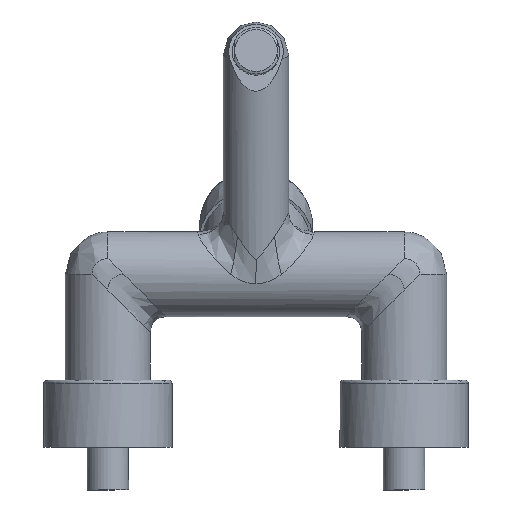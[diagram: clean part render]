
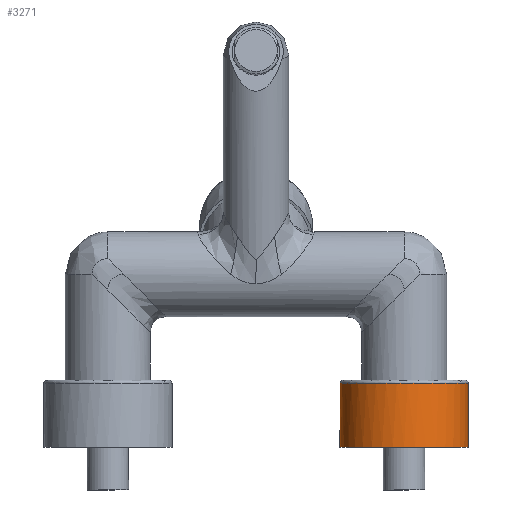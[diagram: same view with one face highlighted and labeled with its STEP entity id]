
A CAD part, front view. The second image highlights one B-rep face of the part: STEP entity #3271.
In plain terms, the highlighted cylindrical face has radius 32.5 mm (diameter 65 mm), a full revolution.
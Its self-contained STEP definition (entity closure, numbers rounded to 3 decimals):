
#419 = EDGE_LOOP ( 'NONE', ( #12063 ) ) ;
#1102 = CIRCLE ( 'NONE', #3867, 32.5 ) ;
#1382 = DIRECTION ( 'NONE',  ( 0., 0., -1. ) ) ;
#1770 = ORIENTED_EDGE ( 'NONE', *, *, #11243, .T. ) ;
#2225 = CIRCLE ( 'NONE', #10730, 32.5 ) ;
#3271 = ADVANCED_FACE ( 'NONE', ( #13405, #13265 ), #13061, .T. ) ;
#3858 = DIRECTION ( 'NONE',  ( 0., 0., -1. ) ) ;
#3867 = AXIS2_PLACEMENT_3D ( 'NONE', #11144, #3858, #12325 ) ;
#3923 = DIRECTION ( 'NONE',  ( 1., 0., 0. ) ) ;
#4267 = VERTEX_POINT ( 'NONE', #14115 ) ;
#5675 = VERTEX_POINT ( 'NONE', #10619 ) ;
#8743 = CARTESIAN_POINT ( 'NONE',  ( 75., 0., 32.5 ) ) ;
#9959 = DIRECTION ( 'NONE',  ( 1., 0., 0. ) ) ;
#10619 = CARTESIAN_POINT ( 'NONE',  ( 107.5, 0., 0. ) ) ;
#10730 = AXIS2_PLACEMENT_3D ( 'NONE', #8743, #1382, #9959 ) ;
#11144 = CARTESIAN_POINT ( 'NONE',  ( 75., 0., 0. ) ) ;
#11243 = EDGE_CURVE ( 'NONE', #4267, #4267, #2225, .T. ) ;
#12063 = ORIENTED_EDGE ( 'NONE', *, *, #14417, .F. ) ;
#12325 = DIRECTION ( 'NONE',  ( 1., 0., 0. ) ) ;
#12376 = CARTESIAN_POINT ( 'NONE',  ( 75., 0., 17. ) ) ;
#13061 = CYLINDRICAL_SURFACE ( 'NONE', #14281, 32.5 ) ;
#13265 = FACE_OUTER_BOUND ( 'NONE', #14815, .T. ) ;
#13405 = FACE_OUTER_BOUND ( 'NONE', #419, .T. ) ;
#13569 = DIRECTION ( 'NONE',  ( 0., 0., -1. ) ) ;
#14115 = CARTESIAN_POINT ( 'NONE',  ( 107.5, 0., 32.5 ) ) ;
#14281 = AXIS2_PLACEMENT_3D ( 'NONE', #12376, #13569, #3923 ) ;
#14417 = EDGE_CURVE ( 'NONE', #5675, #5675, #1102, .T. ) ;
#14815 = EDGE_LOOP ( 'NONE', ( #1770 ) ) ;
